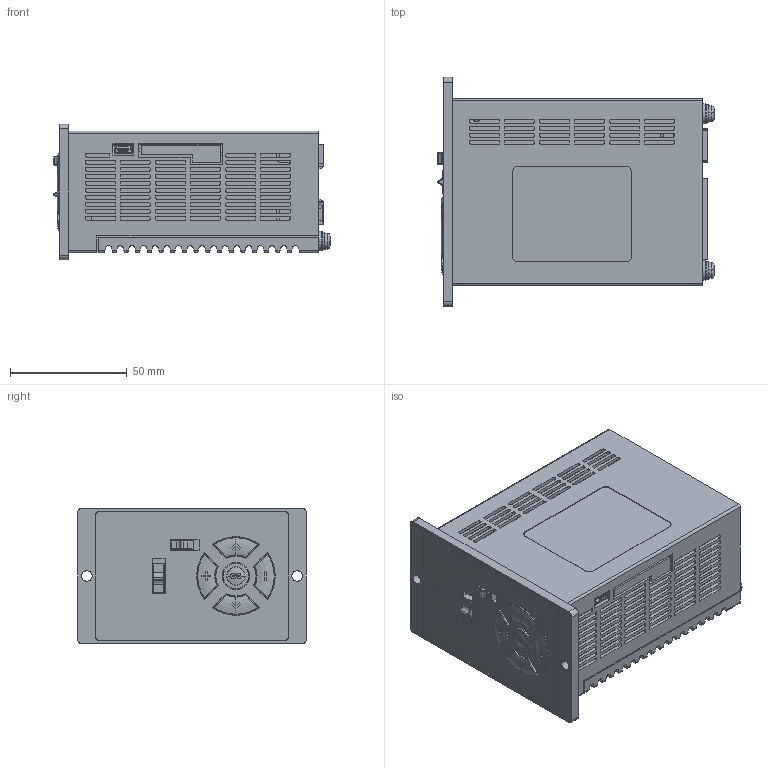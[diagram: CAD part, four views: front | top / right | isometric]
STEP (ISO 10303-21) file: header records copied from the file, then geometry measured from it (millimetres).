
FILE_DESCRIPTION (( 'STEP AP203' ), '1' );
FILE_NAME ('P91-DR-000-01-R00.STEP', '2017-08-31T03:48:08', ( '' ), ( '' ), 'SwSTEP 2.0', 'SolidWorks 2013', '' );
FILE_SCHEMA (( 'CONFIG_CONTROL_DESIGN' ));
Length unit declared in the file: millimetre
Products named in the file (30): pan cross head_ks_KS 1023 PC- M4 x 6-N; _USB2066-05-RBHM-15-STB-00-00-_; 5569-06A2; M91-DR-000-05-R00; spring lock washer_ks_KS 1324 - M4; ASM0001_ASM; 5569-04A2; M91-DR-000-01-R00; plain washer small grade a_iso_Washer ISO 7092 - 4; USB2066-05-RBHM-15-STB-00-00-_2; ECH250R-13; PCB1 R04; CPM5.08SQ-05P; USB2066-05-RBHM-15-STB-00-00-_1_ASM; USB2066-05-RBHM-15-STB-00--7384; PCB2 R04; P91-DR-000-01-R00; USB-T06-0074; USB2066-05-RBHM-15-STB-00--3884; PCB3 R04; M91-DR-000-02-R00; USB2066-05-RBHM-15-STB-00-0-384; 3461CSR; M91-DR-000-03-R00; USB2066-05-RBHM-15-STB-00-00--8; JS202011CQN; M91-DR-000-04-R00; USB2066-05-RBHM-15-STB-00-00--2; PTS645SM43SMTR92 LFS; M91-DR-000-06-R00
Assembly tree (37 placements, depth 5):
  P91-DR-000-01-R00
    M91-DR-000-06-R00
    M91-DR-000-05-R00
    M91-DR-000-01-R00
    PCB1 R04
    PCB2 R04
    PCB3 R04
    3461CSR
    JS202011CQN  x2
    PTS645SM43SMTR92 LFS  x5
    5569-06A2
    5569-04A2
    ECH250R-13
    USB-T06-0074
      USB2066-05-RBHM-15-STB-00-00-_1_ASM
        ASM0001_ASM
          USB2066-05-RBHM-15-STB-00--7384
          USB2066-05-RBHM-15-STB-00--3884
          USB2066-05-RBHM-15-STB-00-0-384
          USB2066-05-RBHM-15-STB-00-00--8
          USB2066-05-RBHM-15-STB-00-00--2
          _USB2066-05-RBHM-15-STB-00-00-_
        USB2066-05-RBHM-15-STB-00-00-_2
    M91-DR-000-02-R00
    M91-DR-000-03-R00
    M91-DR-000-04-R00
    pan cross head_ks_KS 1023 PC- M4 x 6-N  x2
    spring lock washer_ks_KS 1324 - M4  x2
    plain washer small grade a_iso_Washer ISO 7092 - 4  x2
    CPM5.08SQ-05P
Bounding box: 118.64 x 98 x 58 mm (x, y, z)
Volume: 128147.3 mm3; surface area: 147467.5 mm2
Topology: 33 solids, 34 shells, 3585 faces, 9834 edges, 6402 vertices
Faces by surface type: plane 2387, cylinder 577, bspline 517, cone 56, torus 40, sphere 8
Entity records: 130466 total; most frequent: CARTESIAN_POINT 42577, ORIENTED_EDGE 19172, DIRECTION 14719, EDGE_CURVE 9594, VECTOR 6431, LINE 6431, VERTEX_POINT 6257, AXIS2_PLACEMENT_3D 4144
